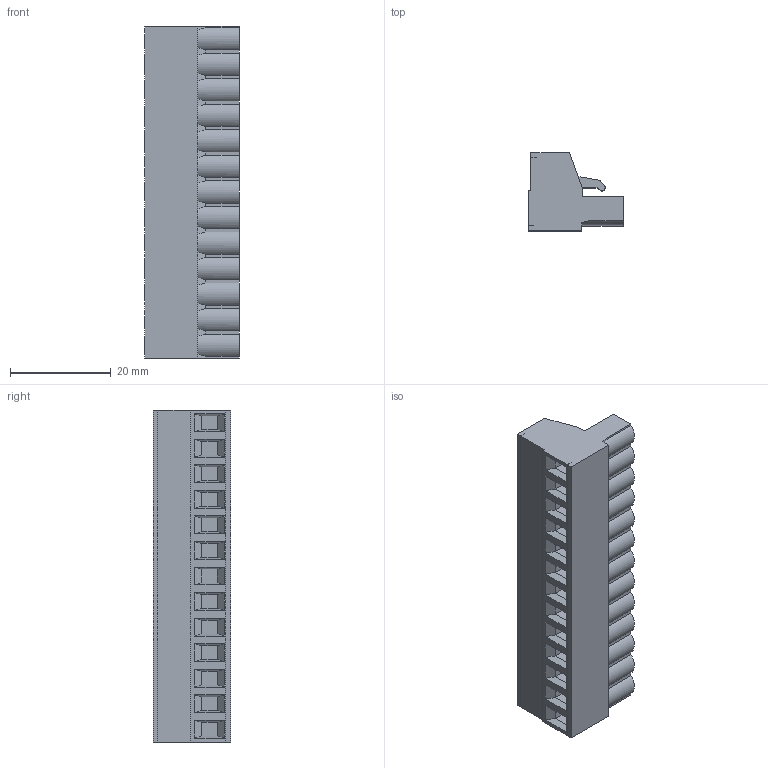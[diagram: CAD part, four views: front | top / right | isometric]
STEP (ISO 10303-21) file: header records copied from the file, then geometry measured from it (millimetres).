
FILE_DESCRIPTION(('STEP AP214'),'1');
FILE_NAME('SH13-5,08.stp','2020-03-25T13:54:08',(' '),(' '),'Spatial InterOp 3D',' ',' ');
FILE_SCHEMA(('automotive_design'));
Length unit declared in the file: metre
Products named in the file (1): 1
Bounding box: 18.85 x 15.5 x 66.04 mm (x, y, z)
Volume: 11367.8 mm3; surface area: 7346.8 mm2
Topology: 1 solids, 1 shells, 439 faces, 1112 edges, 727 vertices
Faces by surface type: plane 372, cylinder 54, cone 13
Full cylindrical faces by diameter (mm): 1.6 x13, 3.8 x13, 4 x13
Entity records: 15966 total; most frequent: CARTESIAN_POINT 2149, DIRECTION 2087, ORIENTED_EDGE 2042, EDGE_CURVE 1021, LINE 835, VECTOR 835, VERTEX_POINT 688, AXIS2_PLACEMENT_3D 626
